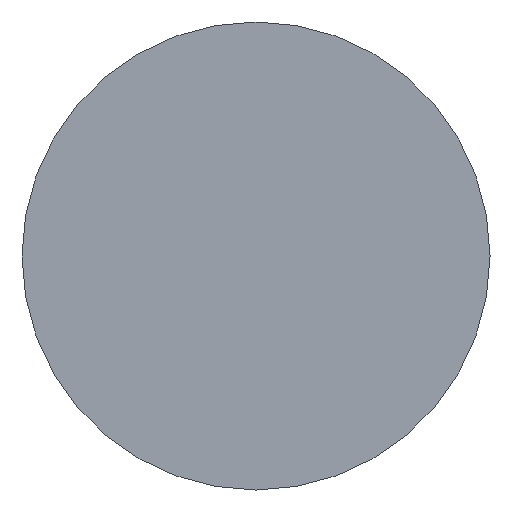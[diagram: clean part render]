
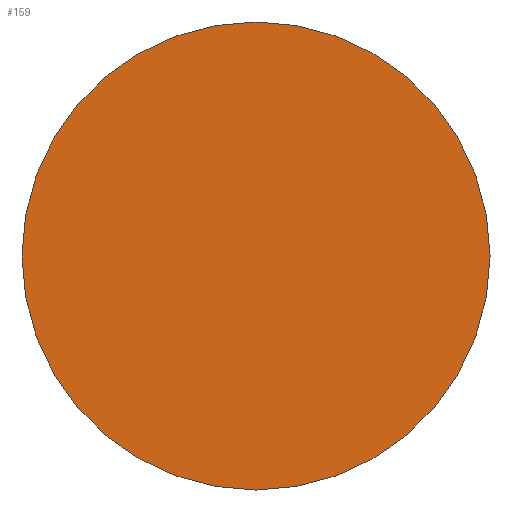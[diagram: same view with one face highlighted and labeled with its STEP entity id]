
A CAD part, front view. The second image highlights one B-rep face of the part: STEP entity #159.
In plain terms, the highlighted planar face has unit normal (0, -1, 0).
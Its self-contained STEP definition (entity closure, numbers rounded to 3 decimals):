
#125=EDGE_CURVE('',#219,#249,#300,.T.);
#157=EDGE_CURVE('',#249,#219,#337,.T.);
#159=ADVANCED_FACE('',(#339),#340,.T.);
#219=VERTEX_POINT('',#409);
#249=VERTEX_POINT('',#444);
#300=CIRCLE('',#496,10.0);
#337=CIRCLE('',#543,10.0);
#339=FACE_OUTER_BOUND('',#545,.T.);
#340=PLANE('',#546);
#409=CARTESIAN_POINT('',(-10.0,-20.0,0.));
#444=CARTESIAN_POINT('',(10.0,-20.0,0.));
#496=AXIS2_PLACEMENT_3D('',#703,#704,#705);
#543=AXIS2_PLACEMENT_3D('',#756,#757,#758);
#545=EDGE_LOOP('',(#760,#761));
#546=AXIS2_PLACEMENT_3D('',#762,#763,#764);
#703=CARTESIAN_POINT('',(0.0,-20.0,0.));
#704=DIRECTION('',(0.0,-1.0,0.));
#705=DIRECTION('',(1.0,0.0,0.0));
#756=CARTESIAN_POINT('',(0.0,-20.0,0.));
#757=DIRECTION('',(0.0,-1.0,0.));
#758=DIRECTION('',(1.0,0.0,0.0));
#760=ORIENTED_EDGE('',*,*,#157,.T.);
#761=ORIENTED_EDGE('',*,*,#125,.T.);
#762=CARTESIAN_POINT('',(0.0,-20.0,0.));
#763=DIRECTION('',(0.0,-1.0,0.));
#764=DIRECTION('',(1.0,0.0,0.0));
